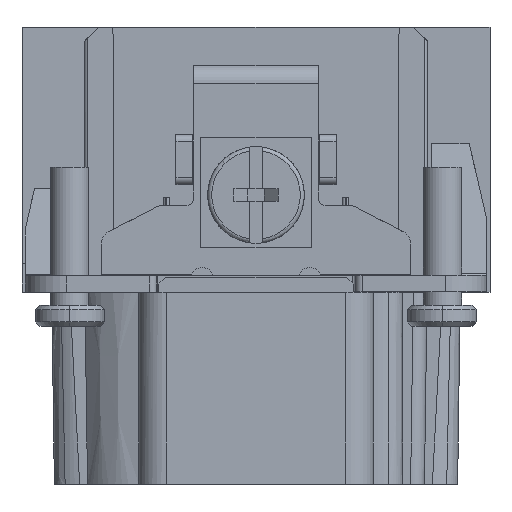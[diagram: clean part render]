
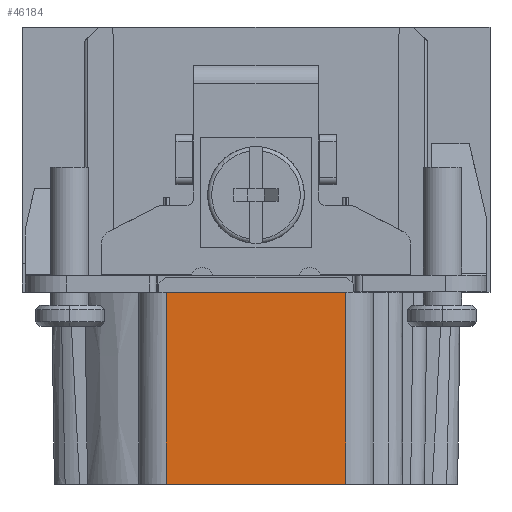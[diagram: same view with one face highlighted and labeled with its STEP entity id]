
A CAD part, front view. The second image highlights one B-rep face of the part: STEP entity #46184.
In plain terms, the highlighted planar face has unit normal (0, -1, 0).
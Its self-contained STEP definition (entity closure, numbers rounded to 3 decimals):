
#8238=DIRECTION('',(0.,0.,1.));
#8239=VECTOR('',#8238,13.9);
#8240=CARTESIAN_POINT('',(-6.5,-55.4,0.1));
#8241=LINE('',#8240,#8239);
#8242=DIRECTION('',(1.,0.,0.));
#8243=VECTOR('',#8242,13.);
#8244=CARTESIAN_POINT('',(-6.5,-55.4,14.));
#8245=LINE('',#8244,#8243);
#8246=DIRECTION('',(0.,0.,-1.));
#8247=VECTOR('',#8246,13.9);
#8248=CARTESIAN_POINT('',(6.5,-55.4,14.));
#8249=LINE('',#8248,#8247);
#8250=DIRECTION('',(-1.,0.,0.));
#8251=VECTOR('',#8250,13.);
#8252=CARTESIAN_POINT('',(6.5,-55.4,0.1));
#8253=LINE('',#8252,#8251);
#29492=CARTESIAN_POINT('',(-6.5,-55.4,0.1));
#29493=CARTESIAN_POINT('',(-6.5,-55.4,14.));
#29494=VERTEX_POINT('',#29492);
#29495=VERTEX_POINT('',#29493);
#29499=CARTESIAN_POINT('',(6.5,-55.4,0.1));
#29501=VERTEX_POINT('',#29499);
#29502=CARTESIAN_POINT('',(6.5,-55.4,14.));
#29503=VERTEX_POINT('',#29502);
#46172=CARTESIAN_POINT('',(-8.5,-55.4,0.1));
#46173=DIRECTION('',(0.,1.,0.));
#46174=DIRECTION('',(1.,0.,0.));
#46175=AXIS2_PLACEMENT_3D('',#46172,#46173,#46174);
#46176=PLANE('',#46175);
#46177=ORIENTED_EDGE('',*,*,#46165,.T.);
#46178=ORIENTED_EDGE('',*,*,#39933,.T.);
#46180=ORIENTED_EDGE('',*,*,#46179,.T.);
#46181=ORIENTED_EDGE('',*,*,#39087,.T.);
#46182=EDGE_LOOP('',(#46177,#46178,#46180,#46181));
#46183=FACE_OUTER_BOUND('',#46182,.F.);
#46184=ADVANCED_FACE('',(#46183),#46176,.F.);
#39087=EDGE_CURVE('',#29501,#29494,#8253,.T.);
#39933=EDGE_CURVE('',#29495,#29503,#8245,.T.);
#46165=EDGE_CURVE('',#29494,#29495,#8241,.T.);
#46179=EDGE_CURVE('',#29503,#29501,#8249,.T.);
